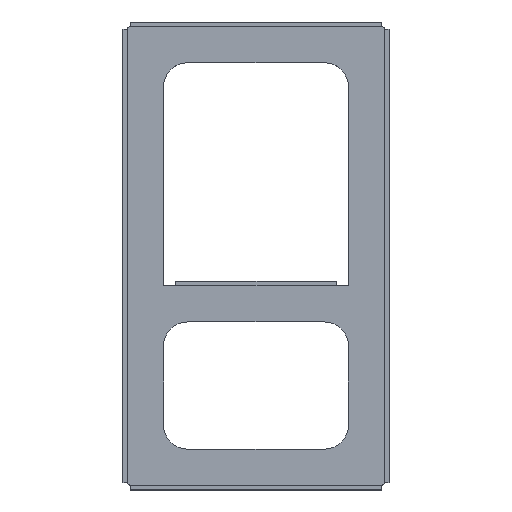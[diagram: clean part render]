
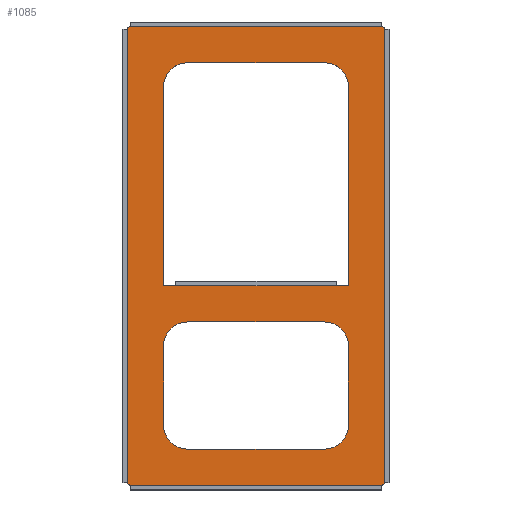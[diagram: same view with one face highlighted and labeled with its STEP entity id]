
A CAD part, top view. The second image highlights one B-rep face of the part: STEP entity #1085.
In plain terms, the highlighted planar face has unit normal (0, 0, 1).
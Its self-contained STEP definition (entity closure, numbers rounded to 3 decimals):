
#59=FACE_BOUND('',#180,.T.);
#60=FACE_BOUND('',#181,.T.);
#64=PLANE('',#1224);
#117=FACE_OUTER_BOUND('',#179,.T.);
#179=EDGE_LOOP('',(#781,#782,#783,#784,#785,#786,#787,#788));
#180=EDGE_LOOP('',(#789,#790,#791,#792,#793,#794));
#181=EDGE_LOOP('',(#795,#796,#797,#798,#799,#800,#801,#802));
#245=LINE('',#1646,#375);
#248=LINE('',#1652,#378);
#249=LINE('',#1656,#379);
#250=LINE('',#1660,#380);
#251=LINE('',#1664,#381);
#252=LINE('',#1666,#382);
#253=LINE('',#1670,#383);
#254=LINE('',#1673,#384);
#255=LINE('',#1676,#385);
#256=LINE('',#1680,#386);
#257=LINE('',#1684,#387);
#258=LINE('',#1688,#388);
#375=VECTOR('',#1327,10.);
#378=VECTOR('',#1332,10.);
#379=VECTOR('',#1335,10.);
#380=VECTOR('',#1338,10.);
#381=VECTOR('',#1341,10.);
#382=VECTOR('',#1342,10.);
#383=VECTOR('',#1345,10.);
#384=VECTOR('',#1348,10.);
#385=VECTOR('',#1349,10.);
#386=VECTOR('',#1352,10.);
#387=VECTOR('',#1355,10.);
#388=VECTOR('',#1358,10.);
#503=CIRCLE('',#1221,0.1);
#505=CIRCLE('',#1225,0.1);
#506=CIRCLE('',#1226,0.1);
#507=CIRCLE('',#1227,0.1);
#508=CIRCLE('',#1228,1.);
#509=CIRCLE('',#1229,1.);
#510=CIRCLE('',#1230,1.);
#511=CIRCLE('',#1231,1.);
#512=CIRCLE('',#1232,1.);
#513=CIRCLE('',#1233,1.);
#523=VERTEX_POINT('',#1636);
#524=VERTEX_POINT('',#1637);
#527=VERTEX_POINT('',#1645);
#529=VERTEX_POINT('',#1651);
#530=VERTEX_POINT('',#1653);
#531=VERTEX_POINT('',#1655);
#532=VERTEX_POINT('',#1657);
#533=VERTEX_POINT('',#1659);
#534=VERTEX_POINT('',#1662);
#535=VERTEX_POINT('',#1663);
#536=VERTEX_POINT('',#1665);
#537=VERTEX_POINT('',#1667);
#538=VERTEX_POINT('',#1669);
#539=VERTEX_POINT('',#1671);
#540=VERTEX_POINT('',#1674);
#541=VERTEX_POINT('',#1675);
#542=VERTEX_POINT('',#1677);
#543=VERTEX_POINT('',#1679);
#544=VERTEX_POINT('',#1681);
#545=VERTEX_POINT('',#1683);
#546=VERTEX_POINT('',#1685);
#547=VERTEX_POINT('',#1687);
#623=EDGE_CURVE('',#523,#524,#503,.T.);
#627=EDGE_CURVE('',#527,#524,#245,.T.);
#630=EDGE_CURVE('',#523,#529,#248,.T.);
#631=EDGE_CURVE('',#530,#529,#505,.T.);
#632=EDGE_CURVE('',#530,#531,#249,.T.);
#633=EDGE_CURVE('',#532,#531,#506,.T.);
#634=EDGE_CURVE('',#532,#533,#250,.T.);
#635=EDGE_CURVE('',#527,#533,#507,.T.);
#636=EDGE_CURVE('',#534,#535,#251,.T.);
#637=EDGE_CURVE('',#535,#536,#252,.T.);
#638=EDGE_CURVE('',#537,#536,#508,.T.);
#639=EDGE_CURVE('',#537,#538,#253,.T.);
#640=EDGE_CURVE('',#539,#538,#509,.T.);
#641=EDGE_CURVE('',#539,#534,#254,.T.);
#642=EDGE_CURVE('',#540,#541,#255,.T.);
#643=EDGE_CURVE('',#542,#541,#510,.T.);
#644=EDGE_CURVE('',#542,#543,#256,.T.);
#645=EDGE_CURVE('',#544,#543,#511,.T.);
#646=EDGE_CURVE('',#544,#545,#257,.T.);
#647=EDGE_CURVE('',#546,#545,#512,.T.);
#648=EDGE_CURVE('',#546,#547,#258,.T.);
#649=EDGE_CURVE('',#540,#547,#513,.T.);
#781=ORIENTED_EDGE('',*,*,#623,.F.);
#782=ORIENTED_EDGE('',*,*,#630,.T.);
#783=ORIENTED_EDGE('',*,*,#631,.F.);
#784=ORIENTED_EDGE('',*,*,#632,.T.);
#785=ORIENTED_EDGE('',*,*,#633,.F.);
#786=ORIENTED_EDGE('',*,*,#634,.T.);
#787=ORIENTED_EDGE('',*,*,#635,.F.);
#788=ORIENTED_EDGE('',*,*,#627,.T.);
#789=ORIENTED_EDGE('',*,*,#636,.T.);
#790=ORIENTED_EDGE('',*,*,#637,.T.);
#791=ORIENTED_EDGE('',*,*,#638,.F.);
#792=ORIENTED_EDGE('',*,*,#639,.T.);
#793=ORIENTED_EDGE('',*,*,#640,.F.);
#794=ORIENTED_EDGE('',*,*,#641,.T.);
#795=ORIENTED_EDGE('',*,*,#642,.T.);
#796=ORIENTED_EDGE('',*,*,#643,.F.);
#797=ORIENTED_EDGE('',*,*,#644,.T.);
#798=ORIENTED_EDGE('',*,*,#645,.F.);
#799=ORIENTED_EDGE('',*,*,#646,.T.);
#800=ORIENTED_EDGE('',*,*,#647,.F.);
#801=ORIENTED_EDGE('',*,*,#648,.T.);
#802=ORIENTED_EDGE('',*,*,#649,.F.);
#1085=ADVANCED_FACE('',(#117,#59,#60),#64,.T.);
#1221=AXIS2_PLACEMENT_3D('',#1638,#1319,#1320);
#1224=AXIS2_PLACEMENT_3D('',#1650,#1330,#1331);
#1225=AXIS2_PLACEMENT_3D('',#1654,#1333,#1334);
#1226=AXIS2_PLACEMENT_3D('',#1658,#1336,#1337);
#1227=AXIS2_PLACEMENT_3D('',#1661,#1339,#1340);
#1228=AXIS2_PLACEMENT_3D('',#1668,#1343,#1344);
#1229=AXIS2_PLACEMENT_3D('',#1672,#1346,#1347);
#1230=AXIS2_PLACEMENT_3D('',#1678,#1350,#1351);
#1231=AXIS2_PLACEMENT_3D('',#1682,#1353,#1354);
#1232=AXIS2_PLACEMENT_3D('',#1686,#1356,#1357);
#1233=AXIS2_PLACEMENT_3D('',#1689,#1359,#1360);
#1319=DIRECTION('center_axis',(0.,0.,-1.));
#1320=DIRECTION('ref_axis',(0.707,0.707,0.));
#1327=DIRECTION('',(0.,1.,0.));
#1330=DIRECTION('center_axis',(0.,0.,1.));
#1331=DIRECTION('ref_axis',(1.,0.,0.));
#1332=DIRECTION('',(-1.,0.,0.));
#1333=DIRECTION('center_axis',(0.,0.,-1.));
#1334=DIRECTION('ref_axis',(-0.707,0.707,0.));
#1335=DIRECTION('',(0.,-1.,0.));
#1336=DIRECTION('center_axis',(0.,0.,-1.));
#1337=DIRECTION('ref_axis',(-0.707,-0.707,0.));
#1338=DIRECTION('',(1.,0.,0.));
#1339=DIRECTION('center_axis',(0.,0.,-1.));
#1340=DIRECTION('ref_axis',(0.707,-0.707,0.));
#1341=DIRECTION('',(-1.,0.,0.));
#1342=DIRECTION('',(0.,1.,0.));
#1343=DIRECTION('center_axis',(0.,0.,1.));
#1344=DIRECTION('ref_axis',(-0.707,0.707,0.));
#1345=DIRECTION('',(1.,0.,0.));
#1346=DIRECTION('center_axis',(0.,0.,1.));
#1347=DIRECTION('ref_axis',(0.707,0.707,0.));
#1348=DIRECTION('',(0.,-1.,0.));
#1349=DIRECTION('',(-1.,0.,0.));
#1350=DIRECTION('center_axis',(0.,0.,1.));
#1351=DIRECTION('ref_axis',(-0.707,-0.707,0.));
#1352=DIRECTION('',(0.,1.,0.));
#1353=DIRECTION('center_axis',(0.,0.,1.));
#1354=DIRECTION('ref_axis',(-0.707,0.707,0.));
#1355=DIRECTION('',(1.,0.,0.));
#1356=DIRECTION('center_axis',(0.,0.,1.));
#1357=DIRECTION('ref_axis',(0.707,0.707,0.));
#1358=DIRECTION('',(0.,-1.,0.));
#1359=DIRECTION('center_axis',(0.,0.,1.));
#1360=DIRECTION('ref_axis',(0.707,-0.707,0.));
#1636=CARTESIAN_POINT('',(10.6,0.,0.2));
#1637=CARTESIAN_POINT('',(10.7,-0.1,0.2));
#1638=CARTESIAN_POINT('Origin',(10.6,-0.1,0.2));
#1645=CARTESIAN_POINT('',(10.7,-19.,0.2));
#1646=CARTESIAN_POINT('',(10.7,-19.1,0.2));
#1650=CARTESIAN_POINT('Origin',(5.35,-9.55,0.2));
#1651=CARTESIAN_POINT('',(0.1,0.,0.2));
#1652=CARTESIAN_POINT('',(10.7,0.,0.2));
#1653=CARTESIAN_POINT('',(0.,-0.1,0.2));
#1654=CARTESIAN_POINT('Origin',(0.1,-0.1,0.2));
#1655=CARTESIAN_POINT('',(0.,-19.,0.2));
#1656=CARTESIAN_POINT('',(0.,0.,0.2));
#1657=CARTESIAN_POINT('',(0.1,-19.1,0.2));
#1658=CARTESIAN_POINT('Origin',(0.1,-19.,0.2));
#1659=CARTESIAN_POINT('',(10.6,-19.1,0.2));
#1660=CARTESIAN_POINT('',(0.1,-19.1,0.2));
#1661=CARTESIAN_POINT('Origin',(10.6,-19.,0.2));
#1662=CARTESIAN_POINT('',(9.2,-10.8,0.2));
#1663=CARTESIAN_POINT('',(1.5,-10.8,0.2));
#1664=CARTESIAN_POINT('',(1.5,-10.8,0.2));
#1665=CARTESIAN_POINT('',(1.5,-2.5,0.2));
#1666=CARTESIAN_POINT('',(1.5,-10.8,0.2));
#1667=CARTESIAN_POINT('',(2.5,-1.5,0.2));
#1668=CARTESIAN_POINT('Origin',(2.5,-2.5,0.2));
#1669=CARTESIAN_POINT('',(8.2,-1.5,0.2));
#1670=CARTESIAN_POINT('',(1.5,-1.5,0.2));
#1671=CARTESIAN_POINT('',(9.2,-2.5,0.2));
#1672=CARTESIAN_POINT('Origin',(8.2,-2.5,0.2));
#1673=CARTESIAN_POINT('',(9.2,-1.5,0.2));
#1674=CARTESIAN_POINT('',(8.2,-17.6,0.2));
#1675=CARTESIAN_POINT('',(2.5,-17.6,0.2));
#1676=CARTESIAN_POINT('',(9.2,-17.6,0.2));
#1677=CARTESIAN_POINT('',(1.5,-16.6,0.2));
#1678=CARTESIAN_POINT('Origin',(2.5,-16.6,0.2));
#1679=CARTESIAN_POINT('',(1.5,-13.3,0.2));
#1680=CARTESIAN_POINT('',(1.5,-17.6,0.2));
#1681=CARTESIAN_POINT('',(2.5,-12.3,0.2));
#1682=CARTESIAN_POINT('Origin',(2.5,-13.3,0.2));
#1683=CARTESIAN_POINT('',(8.2,-12.3,0.2));
#1684=CARTESIAN_POINT('',(1.5,-12.3,0.2));
#1685=CARTESIAN_POINT('',(9.2,-13.3,0.2));
#1686=CARTESIAN_POINT('Origin',(8.2,-13.3,0.2));
#1687=CARTESIAN_POINT('',(9.2,-16.6,0.2));
#1688=CARTESIAN_POINT('',(9.2,-12.3,0.2));
#1689=CARTESIAN_POINT('Origin',(8.2,-16.6,0.2));
